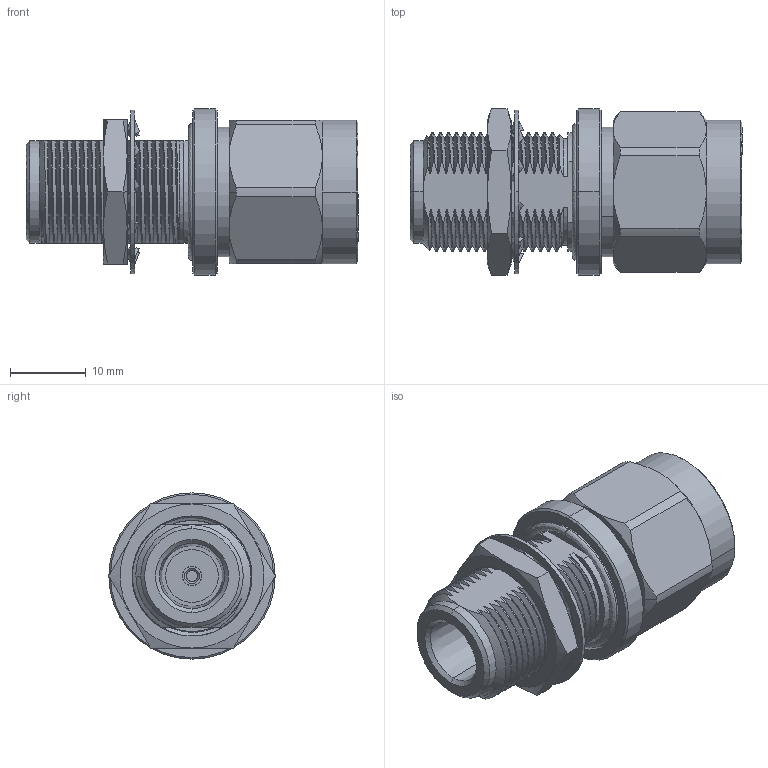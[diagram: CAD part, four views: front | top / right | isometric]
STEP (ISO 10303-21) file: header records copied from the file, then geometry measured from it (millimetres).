
FILE_DESCRIPTION (( 'STEP AP214' ), '1' );
FILE_NAME ('FMAD1694_3D.step', '2023-10-23T16:23:04', ( '' ), ( '' ), 'SwSTEP 2.0', 'SolidWorks 2022', '' );
FILE_SCHEMA (( 'AUTOMOTIVE_DESIGN' ));
Length unit declared in the file: inch
Products named in the file (1): FMAD1694_3D
Bounding box: 43.92 x 22 x 22 mm (x, y, z)
Volume: 8675.8 mm3; surface area: 6476.5 mm2
Topology: 4 solids, 5 shells, 397 faces, 1098 edges, 721 vertices
Faces by surface type: bspline 161, cylinder 112, cone 64, plane 60
Entity records: 86778 total; most frequent: CARTESIAN_POINT 78313, ORIENTED_EDGE 2196, DIRECTION 1184, EDGE_CURVE 1098, VERTEX_POINT 721, EDGE_LOOP 413, AXIS2_PLACEMENT_3D 408, ADVANCED_FACE 397
